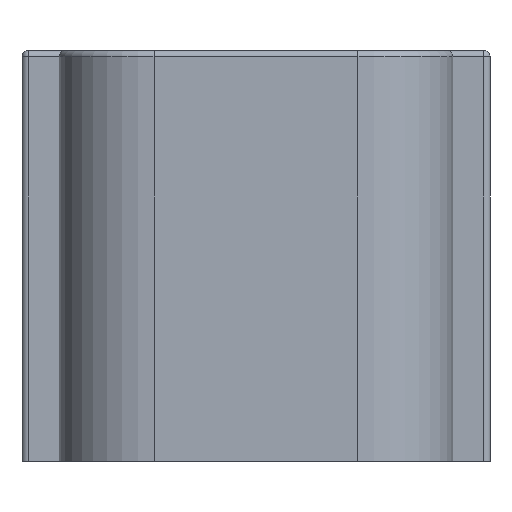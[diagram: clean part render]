
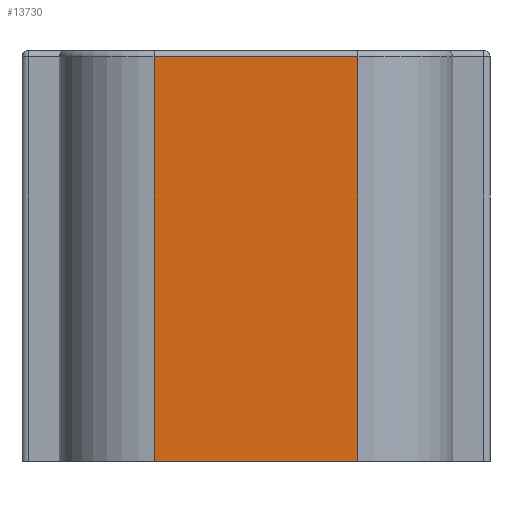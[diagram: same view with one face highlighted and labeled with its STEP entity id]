
A CAD part, front view. The second image highlights one B-rep face of the part: STEP entity #13730.
In plain terms, the highlighted planar face has unit normal (0, -1, 0).
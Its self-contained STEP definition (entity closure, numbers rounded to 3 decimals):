
#5180=CARTESIAN_POINT('',(-4.095,-6.25,
-0.25));
#5190=VERTEX_POINT('',#5180);
#5400=CARTESIAN_POINT('',(-4.095,-6.25,-0.25));
#5410=DIRECTION('',(0.,0.,-1.));
#5420=VECTOR('',#5410,1.);
#5430=LINE('',#5400,#5420);
#5440=CARTESIAN_POINT('',(-4.095,-6.25,-16.5));
#5450=VERTEX_POINT('',#5440);
#5460=EDGE_CURVE('',#5190,#5450,#5430,.T.);
#5930=CARTESIAN_POINT('',(0.,-6.25,-16.5))
;
#5940=DIRECTION('',(1.,0.,0.));
#5950=VECTOR('',#5940,1.);
#5960=LINE('',#5930,#5950);
#5970=CARTESIAN_POINT('',(4.095,-6.25,-16.5));
#5980=VERTEX_POINT('',#5970);
#5990=EDGE_CURVE('',#5450,#5980,#5960,.T.);
#13500=CARTESIAN_POINT('',(-9.225,-6.25,-0.2));
#13510=DIRECTION('',(0.,-1.,0.));
#13520=DIRECTION('',(1.,0.,0.));
#13530=AXIS2_PLACEMENT_3D('',#13500,#13510,#13520);
#13540=PLANE('',#13530);
#13550=CARTESIAN_POINT('',(9.175,-6.25,-0.25));
#13560=DIRECTION('',(-1.,0.,0.));
#13570=VECTOR('',#13560,1.);
#13580=LINE('',#13550,#13570);
#13590=CARTESIAN_POINT('',(4.095,-6.25,
-0.25));
#13600=VERTEX_POINT('',#13590);
#13610=EDGE_CURVE('',#13600,#5190,#13580,.T.);
#13620=ORIENTED_EDGE('',*,*,#13610,.T.);
#13630=CARTESIAN_POINT('',(4.095,-6.25,-0.25));
#13640=DIRECTION('',(0.,0.,-1.));
#13650=VECTOR('',#13640,1.);
#13660=LINE('',#13630,#13650);
#13670=EDGE_CURVE('',#13600,#5980,#13660,.T.);
#13680=ORIENTED_EDGE('',*,*,#13670,.F.);
#13690=ORIENTED_EDGE('',*,*,#5990,.T.);
#13700=ORIENTED_EDGE('',*,*,#5460,.T.);
#13710=EDGE_LOOP('',(#13700,#13690,#13680,#13620));
#13720=FACE_OUTER_BOUND('',#13710,.T.);
#13730=ADVANCED_FACE('',(#13720),#13540,.T.);
